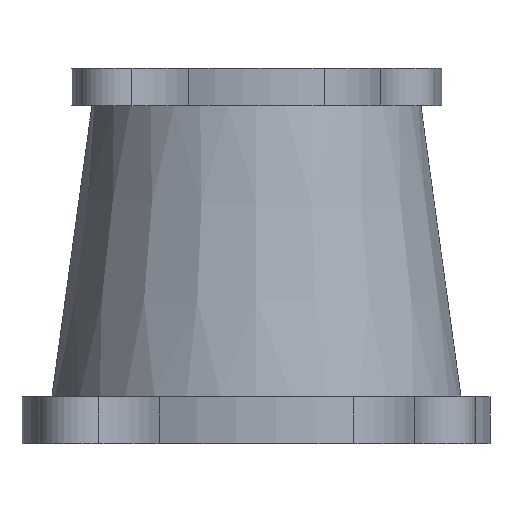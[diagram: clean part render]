
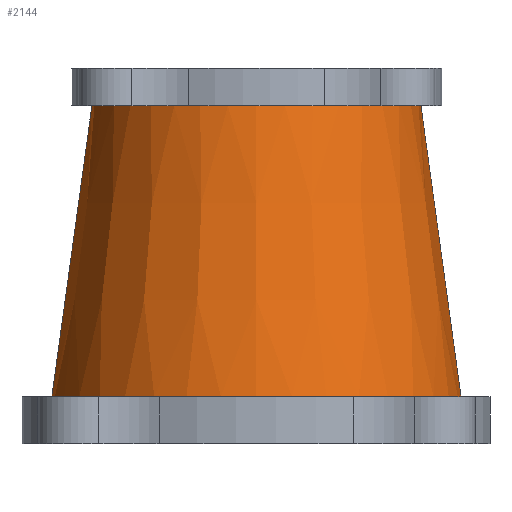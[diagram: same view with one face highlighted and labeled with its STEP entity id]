
A CAD part, front view. The second image highlights one B-rep face of the part: STEP entity #2144.
In plain terms, the highlighted conical face has half-angle 7.829 degrees and reference radius 34 mm.
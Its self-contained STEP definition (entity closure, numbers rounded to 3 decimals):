
#52 = EDGE_CURVE ( 'NONE', #1889, #339, #1109, .T. ) ;
#171 = VERTEX_POINT ( 'NONE', #535 ) ;
#201 = LINE ( 'NONE', #1862, #2011 ) ;
#214 = CARTESIAN_POINT ( 'NONE',  ( 34., 0., 80. ) ) ;
#215 = ORIENTED_EDGE ( 'NONE', *, *, #2004, .F. ) ;
#234 = CARTESIAN_POINT ( 'NONE',  ( 0., 0., 72. ) ) ;
#316 = DIRECTION ( 'NONE',  ( -1., 0., 0. ) ) ;
#339 = VERTEX_POINT ( 'NONE', #1640 ) ;
#441 = DIRECTION ( 'NONE',  ( 1., 0., 0. ) ) ;
#472 = CARTESIAN_POINT ( 'NONE',  ( 0., 0., 80. ) ) ;
#535 = CARTESIAN_POINT ( 'NONE',  ( 35.1, 0., 72. ) ) ;
#629 = CARTESIAN_POINT ( 'NONE',  ( 0., 0., 10. ) ) ;
#654 = ORIENTED_EDGE ( 'NONE', *, *, #52, .F. ) ;
#666 = EDGE_CURVE ( 'NONE', #2073, #339, #201, .T. ) ;
#918 = DIRECTION ( 'NONE',  ( 0., 0., -1. ) ) ;
#957 = CARTESIAN_POINT ( 'NONE',  ( -35.1, 0., 72. ) ) ;
#987 = FACE_OUTER_BOUND ( 'NONE', #1701, .T. ) ;
#1009 = EDGE_CURVE ( 'NONE', #171, #2073, #1848, .T. ) ;
#1084 = AXIS2_PLACEMENT_3D ( 'NONE', #234, #918, #1841 ) ;
#1109 = CIRCLE ( 'NONE', #2012, 43.625 ) ;
#1171 = CONICAL_SURFACE ( 'NONE', #1545, 34., 0.137 ) ;
#1347 = DIRECTION ( 'NONE',  ( 0., 0., -1. ) ) ;
#1374 = ORIENTED_EDGE ( 'NONE', *, *, #666, .T. ) ;
#1449 = CARTESIAN_POINT ( 'NONE',  ( 43.625, 0., 10. ) ) ;
#1484 = LINE ( 'NONE', #214, #1994 ) ;
#1545 = AXIS2_PLACEMENT_3D ( 'NONE', #472, #1581, #316 ) ;
#1556 = ORIENTED_EDGE ( 'NONE', *, *, #1009, .T. ) ;
#1581 = DIRECTION ( 'NONE',  ( 0., 0., -1. ) ) ;
#1640 = CARTESIAN_POINT ( 'NONE',  ( -43.625, 0., 10. ) ) ;
#1701 = EDGE_LOOP ( 'NONE', ( #215, #1556, #1374, #654 ) ) ;
#1815 = DIRECTION ( 'NONE',  ( -0.136, 0., -0.991 ) ) ;
#1841 = DIRECTION ( 'NONE',  ( 1., 0., 0. ) ) ;
#1848 = CIRCLE ( 'NONE', #1084, 35.1 ) ;
#1862 = CARTESIAN_POINT ( 'NONE',  ( -34., 0., 80. ) ) ;
#1889 = VERTEX_POINT ( 'NONE', #1449 ) ;
#1994 = VECTOR ( 'NONE', #2005, 1000. ) ;
#2004 = EDGE_CURVE ( 'NONE', #171, #1889, #1484, .T. ) ;
#2005 = DIRECTION ( 'NONE',  ( 0.136, 0., -0.991 ) ) ;
#2011 = VECTOR ( 'NONE', #1815, 1000. ) ;
#2012 = AXIS2_PLACEMENT_3D ( 'NONE', #629, #1347, #441 ) ;
#2073 = VERTEX_POINT ( 'NONE', #957 ) ;
#2144 = ADVANCED_FACE ( 'NONE', ( #987 ), #1171, .T. ) ;
